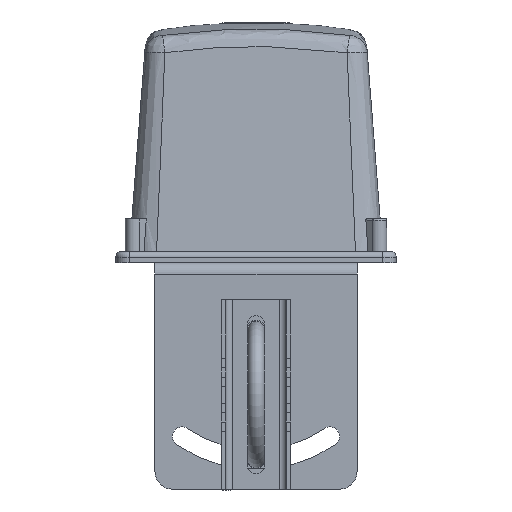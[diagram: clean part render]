
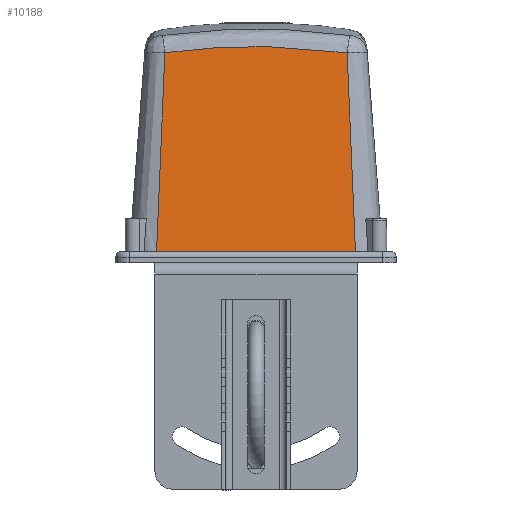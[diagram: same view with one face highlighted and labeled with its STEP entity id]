
A CAD part, left-side view. The second image highlights one B-rep face of the part: STEP entity #10188.
In plain terms, the highlighted planar face has unit normal (-0.997, 0, 0.077).
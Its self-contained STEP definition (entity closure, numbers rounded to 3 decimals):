
#321 = FACE_OUTER_BOUND ( 'NONE', #8408, .T. ) ;
#2024 = LINE ( 'NONE', #2279, #9531 ) ;
#2279 = CARTESIAN_POINT ( 'NONE',  ( -252.314, -38.118, 36.564 ) ) ;
#2417 = VERTEX_POINT ( 'NONE', #10596 ) ;
#6603 = CARTESIAN_POINT ( 'NONE',  ( -249.375, 19.215, 74.539 ) ) ;
#6781 = LINE ( 'NONE', #22379, #10001 ) ;
#7432 = ORIENTED_EDGE ( 'NONE', *, *, #17865, .F. ) ;
#7500 = AXIS2_PLACEMENT_3D ( 'NONE', #7858, #17701, #8382 ) ;
#7858 = CARTESIAN_POINT ( 'NONE',  ( -255.434, 37.009, -3.763 ) ) ;
#8382 = DIRECTION ( 'NONE',  ( 0.077, 0., 0.997 ) ) ;
#8408 = EDGE_LOOP ( 'NONE', ( #12566, #10375, #7432, #13109 ) ) ;
#8416 = CARTESIAN_POINT ( 'NONE',  ( -249.375, -25.497, 74.539 ) ) ;
#9174 = B_SPLINE_CURVE_WITH_KNOTS ( 'NONE', 3,
 ( #16446, #8416, #24144, #24273, #6603, #16194 ),
 .UNSPECIFIED., .F., .F.,
 ( 4, 2, 4 ),
 ( 0., 0.5, 1. ),
 .UNSPECIFIED. ) ;
#9531 = VECTOR ( 'NONE', #15694, 1000. ) ;
#9545 = EDGE_CURVE ( 'NONE', #14552, #17842, #6781, .T. ) ;
#10001 = VECTOR ( 'NONE', #22631, 1000. ) ;
#10188 = ADVANCED_FACE ( 'NONE', ( #321 ), #16021, .T. ) ;
#10375 = ORIENTED_EDGE ( 'NONE', *, *, #9545, .T. ) ;
#10596 = CARTESIAN_POINT ( 'NONE',  ( -249.492, -36.598, 73.032 ) ) ;
#11956 = CARTESIAN_POINT ( 'NONE',  ( -252.314, 31.835, 36.564 ) ) ;
#12566 = ORIENTED_EDGE ( 'NONE', *, *, #18181, .F. ) ;
#12809 = VECTOR ( 'NONE', #17839, 1000. ) ;
#13109 = ORIENTED_EDGE ( 'NONE', *, *, #16425, .T. ) ;
#14552 = VERTEX_POINT ( 'NONE', #21255 ) ;
#15694 = DIRECTION ( 'NONE',  ( -0.077, -0.042, -0.996 ) ) ;
#16021 = PLANE ( 'NONE',  #7500 ) ;
#16194 = CARTESIAN_POINT ( 'NONE',  ( -249.492, 30.316, 73.032 ) ) ;
#16425 = EDGE_CURVE ( 'NONE', #2417, #23073, #9174, .T. ) ;
#16446 = CARTESIAN_POINT ( 'NONE',  ( -249.492, -36.598, 73.032 ) ) ;
#17611 = CARTESIAN_POINT ( 'NONE',  ( -255.143, -39.641, 0. ) ) ;
#17701 = DIRECTION ( 'NONE',  ( -0.997, 0., 0.077 ) ) ;
#17839 = DIRECTION ( 'NONE',  ( 0.077, -0.042, 0.996 ) ) ;
#17842 = VERTEX_POINT ( 'NONE', #17611 ) ;
#17865 = EDGE_CURVE ( 'NONE', #2417, #17842, #2024, .T. ) ;
#18181 = EDGE_CURVE ( 'NONE', #14552, #23073, #21666, .T. ) ;
#18762 = CARTESIAN_POINT ( 'NONE',  ( -249.492, 30.316, 73.032 ) ) ;
#21255 = CARTESIAN_POINT ( 'NONE',  ( -255.143, 33.359, 0. ) ) ;
#21666 = LINE ( 'NONE', #11956, #12809 ) ;
#22379 = CARTESIAN_POINT ( 'NONE',  ( -255.143, -57.591, 0. ) ) ;
#22631 = DIRECTION ( 'NONE',  ( 0., -1., 0. ) ) ;
#23073 = VERTEX_POINT ( 'NONE', #18762 ) ;
#24144 = CARTESIAN_POINT ( 'NONE',  ( -249.317, -14.344, 75.292 ) ) ;
#24273 = CARTESIAN_POINT ( 'NONE',  ( -249.317, 8.062, 75.292 ) ) ;
